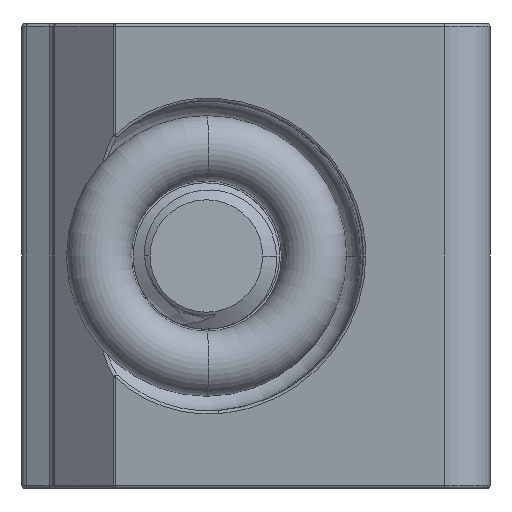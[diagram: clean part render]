
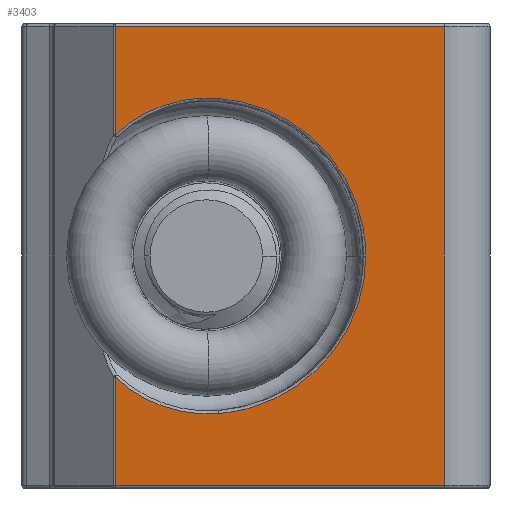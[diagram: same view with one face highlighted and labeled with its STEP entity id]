
A CAD part, front view. The second image highlights one B-rep face of the part: STEP entity #3403.
In plain terms, the highlighted planar face has unit normal (-0.136, -0.991, 0).
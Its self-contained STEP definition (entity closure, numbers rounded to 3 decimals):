
#24 = ORIENTED_EDGE ( 'NONE', *, *, #9666, .T. ) ;
#29 = CARTESIAN_POINT ( 'NONE',  ( 12.139, -22.546, -9.916 ) ) ;
#201 = CARTESIAN_POINT ( 'NONE',  ( 19.08, -23.497, 12.954 ) ) ;
#358 = CARTESIAN_POINT ( 'NONE',  ( 15.346, -22.986, -12.059 ) ) ;
#444 = EDGE_CURVE ( 'NONE', #7572, #7692, #9260, .T. ) ;
#471 = CARTESIAN_POINT ( 'NONE',  ( 32.68, -25.36, 0. ) ) ;
#622 = LINE ( 'NONE', #8063, #7065 ) ;
#682 = ORIENTED_EDGE ( 'NONE', *, *, #8725, .T. ) ;
#814 = B_SPLINE_CURVE_WITH_KNOTS ( 'NONE', 3,
 ( #7084, #4723, #3331, #8593, #4083, #9340, #4854, #358, #5607, #1108, #6378, #1841, #7118, #2602 ),
 .UNSPECIFIED., .F., .F.,
 ( 4, 2, 2, 2, 2, 2, 4 ),
 ( 0., 0.002, 0.003, 0.005, 0.007, 0.008, 0.009 ),
 .UNSPECIFIED. ) ;
#839 = CARTESIAN_POINT ( 'NONE',  ( 32.68, -25.36, 0. ) ) ;
#954 = CARTESIAN_POINT ( 'NONE',  ( 20.622, -23.708, 12.912 ) ) ;
#1075 = VECTOR ( 'NONE', #6178, 1000. ) ;
#1108 = CARTESIAN_POINT ( 'NONE',  ( 13.662, -22.755, -11.126 ) ) ;
#1429 = ORIENTED_EDGE ( 'NONE', *, *, #2200, .T. ) ;
#1454 = CARTESIAN_POINT ( 'NONE',  ( 20.622, -23.708, 12.912 ) ) ;
#1609 = CARTESIAN_POINT ( 'NONE',  ( 12.139, -22.546, 9.916 ) ) ;
#1647 = CARTESIAN_POINT ( 'NONE',  ( 12.139, -22.546, 9.916 ) ) ;
#1714 = CARTESIAN_POINT ( 'NONE',  ( 39.112, -26.241, -19.05 ) ) ;
#1757 = LINE ( 'NONE', #5405, #1075 ) ;
#1792 = VERTEX_POINT ( 'NONE', #4148 ) ;
#1822 = ORIENTED_EDGE ( 'NONE', *, *, #6401, .T. ) ;
#1841 = CARTESIAN_POINT ( 'NONE',  ( 12.721, -22.626, -10.434 ) ) ;
#2108 = EDGE_CURVE ( 'NONE', #4772, #9411, #7509, .T. ) ;
#2200 = EDGE_CURVE ( 'NONE', #1792, #9586, #8895, .T. ) ;
#2389 = LINE ( 'NONE', #3995, #5967 ) ;
#2410 = CARTESIAN_POINT ( 'NONE',  ( 13.662, -22.755, 11.126 ) ) ;
#2592 = FACE_OUTER_BOUND ( 'NONE', #2753, .T. ) ;
#2602 = CARTESIAN_POINT ( 'NONE',  ( 12.139, -22.546, -9.916 ) ) ;
#2753 = EDGE_LOOP ( 'NONE', ( #1822, #682, #1429, #4751, #4063, #5953, #8507, #3635, #24 ) ) ;
#2894 = VERTEX_POINT ( 'NONE', #3419 ) ;
#3148 = CARTESIAN_POINT ( 'NONE',  ( 12.721, -22.626, 10.434 ) ) ;
#3179 = CARTESIAN_POINT ( 'NONE',  ( 15.346, -22.986, 12.059 ) ) ;
#3222 = CARTESIAN_POINT ( 'NONE',  ( 7.112, -21.858, -19.05 ) ) ;
#3272 = DIRECTION ( 'NONE',  ( 0., 0., 1. ) ) ;
#3331 = CARTESIAN_POINT ( 'NONE',  ( 19.08, -23.497, -12.954 ) ) ;
#3403 = ADVANCED_FACE ( 'NONE', ( #2592 ), #8485, .T. ) ;
#3419 = CARTESIAN_POINT ( 'NONE',  ( 12.139, -22.546, 18.796 ) ) ;
#3550 =( BOUNDED_CURVE ( )  B_SPLINE_CURVE ( 3, ( #4196, #7949, #4963, #471 ),
 .UNSPECIFIED., .F., .F. ) 
 B_SPLINE_CURVE_WITH_KNOTS ( ( 4, 4 ),
 ( 4.793, 6.283 ),
 .UNSPECIFIED. ) 
 CURVE ( )  GEOMETRIC_REPRESENTATION_ITEM ( )  RATIONAL_B_SPLINE_CURVE ( ( 1., 0.823, 0.823, 1. ) ) 
 REPRESENTATION_ITEM ( '' )  );
#3635 = ORIENTED_EDGE ( 'NONE', *, *, #444, .T. ) ;
#3870 = CARTESIAN_POINT ( 'NONE',  ( 32.68, -25.36, -7.113 ) ) ;
#3931 = CARTESIAN_POINT ( 'NONE',  ( 16.808, -23.186, 12.555 ) ) ;
#3958 = CARTESIAN_POINT ( 'NONE',  ( 39.112, -26.241, 18.796 ) ) ;
#3973 = DIRECTION ( 'NONE',  ( -0.136, -0.991, 0. ) ) ;
#3995 = CARTESIAN_POINT ( 'NONE',  ( 7.112, -21.858, 18.796 ) ) ;
#4008 = VECTOR ( 'NONE', #7071, 1000. ) ;
#4063 = ORIENTED_EDGE ( 'NONE', *, *, #9548, .T. ) ;
#4083 = CARTESIAN_POINT ( 'NONE',  ( 17.561, -23.289, -12.735 ) ) ;
#4148 = CARTESIAN_POINT ( 'NONE',  ( 39.112, -26.241, -18.796 ) ) ;
#4196 = CARTESIAN_POINT ( 'NONE',  ( 20.622, -23.708, 12.912 ) ) ;
#4642 = CARTESIAN_POINT ( 'NONE',  ( 32.68, -25.36, 0. ) ) ;
#4701 = CARTESIAN_POINT ( 'NONE',  ( 17.94, -23.341, 12.805 ) ) ;
#4723 = CARTESIAN_POINT ( 'NONE',  ( 19.848, -23.602, -12.974 ) ) ;
#4751 = ORIENTED_EDGE ( 'NONE', *, *, #7715, .T. ) ;
#4764 = DIRECTION ( 'NONE',  ( -0.991, 0.136, 0. ) ) ;
#4772 = VERTEX_POINT ( 'NONE', #1609 ) ;
#4854 = CARTESIAN_POINT ( 'NONE',  ( 16.435, -23.135, -12.444 ) ) ;
#4963 = CARTESIAN_POINT ( 'NONE',  ( 32.68, -25.36, 7.113 ) ) ;
#5389 = CARTESIAN_POINT ( 'NONE',  ( 12.139, -22.546, -18.796 ) ) ;
#5394 = CARTESIAN_POINT ( 'NONE',  ( 20.622, -23.708, -12.912 ) ) ;
#5405 = CARTESIAN_POINT ( 'NONE',  ( 12.139, -22.546, -19.05 ) ) ;
#5414 = CARTESIAN_POINT ( 'NONE',  ( 12.424, -22.585, 10.183 ) ) ;
#5445 = CARTESIAN_POINT ( 'NONE',  ( 19.848, -23.602, 12.974 ) ) ;
#5607 = CARTESIAN_POINT ( 'NONE',  ( 14.653, -22.891, -11.73 ) ) ;
#5747 = AXIS2_PLACEMENT_3D ( 'NONE', #3222, #3973, #9242 ) ;
#5953 = ORIENTED_EDGE ( 'NONE', *, *, #2108, .T. ) ;
#5967 = VECTOR ( 'NONE', #4764, 1000. ) ;
#6178 = DIRECTION ( 'NONE',  ( 0., 0., -1. ) ) ;
#6378 = CARTESIAN_POINT ( 'NONE',  ( 13.34, -22.711, -10.905 ) ) ;
#6401 = EDGE_CURVE ( 'NONE', #7475, #7582, #622, .T. ) ;
#6840 = EDGE_CURVE ( 'NONE', #9411, #7572, #3550, .T. ) ;
#6885 = VECTOR ( 'NONE', #3272, 1000. ) ;
#6934 = CARTESIAN_POINT ( 'NONE',  ( 13.34, -22.711, 10.905 ) ) ;
#6969 = CARTESIAN_POINT ( 'NONE',  ( 20.622, -23.708, -12.912 ) ) ;
#7065 = VECTOR ( 'NONE', #8790, 1000. ) ;
#7071 = DIRECTION ( 'NONE',  ( 0.991, -0.136, 0. ) ) ;
#7084 = CARTESIAN_POINT ( 'NONE',  ( 20.622, -23.708, -12.912 ) ) ;
#7118 = CARTESIAN_POINT ( 'NONE',  ( 12.424, -22.585, -10.183 ) ) ;
#7475 = VERTEX_POINT ( 'NONE', #29 ) ;
#7509 = B_SPLINE_CURVE_WITH_KNOTS ( 'NONE', 3,
 ( #1647, #5414, #3148, #6934, #2410, #7676, #3179, #8448, #3931, #9192, #4701, #201, #5445, #954 ),
 .UNSPECIFIED., .F., .F.,
 ( 4, 2, 2, 2, 2, 2, 4 ),
 ( 0., 0.001, 0.002, 0.005, 0.006, 0.007, 0.009 ),
 .UNSPECIFIED. ) ;
#7572 = VERTEX_POINT ( 'NONE', #839 ) ;
#7582 = VERTEX_POINT ( 'NONE', #5389 ) ;
#7676 = CARTESIAN_POINT ( 'NONE',  ( 14.653, -22.891, 11.73 ) ) ;
#7692 = VERTEX_POINT ( 'NONE', #6969 ) ;
#7715 = EDGE_CURVE ( 'NONE', #9586, #2894, #2389, .T. ) ;
#7823 = CARTESIAN_POINT ( 'NONE',  ( 39.112, -26.241, -18.796 ) ) ;
#7949 = CARTESIAN_POINT ( 'NONE',  ( 27.798, -24.691, 12.341 ) ) ;
#8063 = CARTESIAN_POINT ( 'NONE',  ( 12.139, -22.546, -19.05 ) ) ;
#8278 = LINE ( 'NONE', #7823, #4008 ) ;
#8388 = CARTESIAN_POINT ( 'NONE',  ( 27.798, -24.691, -12.341 ) ) ;
#8448 = CARTESIAN_POINT ( 'NONE',  ( 16.435, -23.135, 12.444 ) ) ;
#8485 = PLANE ( 'NONE',  #5747 ) ;
#8507 = ORIENTED_EDGE ( 'NONE', *, *, #6840, .T. ) ;
#8593 = CARTESIAN_POINT ( 'NONE',  ( 17.94, -23.341, -12.805 ) ) ;
#8725 = EDGE_CURVE ( 'NONE', #7582, #1792, #8278, .T. ) ;
#8790 = DIRECTION ( 'NONE',  ( 0., 0., -1. ) ) ;
#8895 = LINE ( 'NONE', #1714, #6885 ) ;
#9192 = CARTESIAN_POINT ( 'NONE',  ( 17.561, -23.289, 12.735 ) ) ;
#9242 = DIRECTION ( 'NONE',  ( 0.991, -0.136, 0. ) ) ;
#9260 =( BOUNDED_CURVE ( )  B_SPLINE_CURVE ( 3, ( #4642, #3870, #8388, #5394 ),
 .UNSPECIFIED., .F., .F. ) 
 B_SPLINE_CURVE_WITH_KNOTS ( ( 4, 4 ),
 ( 0., 1.49 ),
 .UNSPECIFIED. ) 
 CURVE ( )  GEOMETRIC_REPRESENTATION_ITEM ( )  RATIONAL_B_SPLINE_CURVE ( ( 1., 0.823, 0.823, 1. ) ) 
 REPRESENTATION_ITEM ( '' )  );
#9340 = CARTESIAN_POINT ( 'NONE',  ( 16.808, -23.186, -12.555 ) ) ;
#9411 = VERTEX_POINT ( 'NONE', #1454 ) ;
#9548 = EDGE_CURVE ( 'NONE', #2894, #4772, #1757, .T. ) ;
#9586 = VERTEX_POINT ( 'NONE', #3958 ) ;
#9666 = EDGE_CURVE ( 'NONE', #7692, #7475, #814, .T. ) ;
